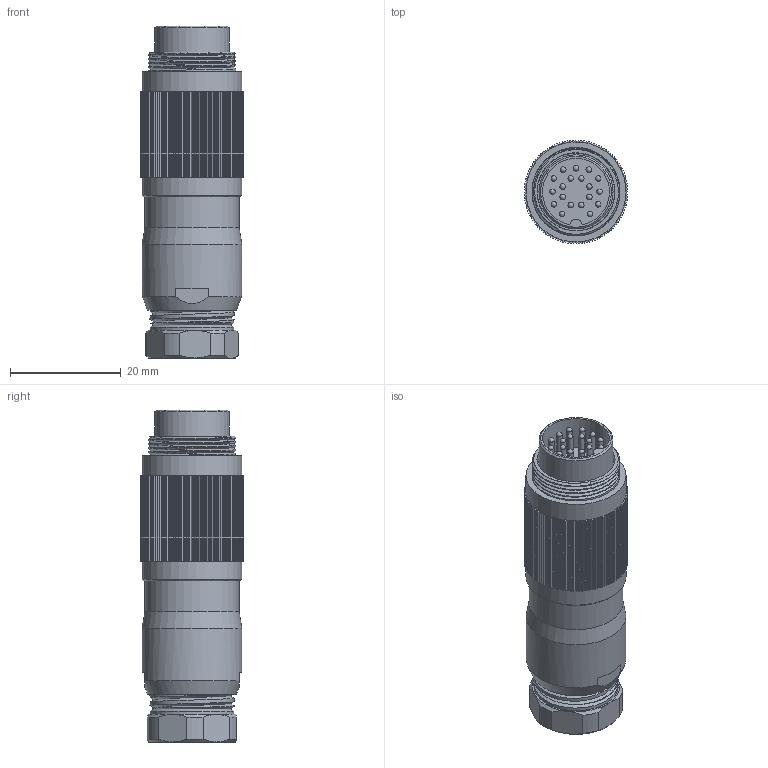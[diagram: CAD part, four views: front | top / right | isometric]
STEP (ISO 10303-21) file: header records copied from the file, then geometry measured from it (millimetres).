
FILE_DESCRIPTION (( 'STEP AP203' ), '1' );
FILE_NAME ('DWZ19218-0 9 L.STEP', '2024-08-27T05:13:50', ( '' ), ( '' ), 'SwSTEP 2.0', 'SolidWorks 2017', '' );
FILE_SCHEMA (( 'CONFIG_CONTROL_DESIGN' ));
Length unit declared in the file: millimetre
Products named in the file (1): DWZ19218-0 9 L
Bounding box: 18.7 x 18.7 x 60 mm (x, y, z)
Volume: 12013.5 mm3; surface area: 7117.6 mm2
Topology: 1 solids, 1 shells, 481 faces, 1406 edges, 921 vertices
Faces by surface type: plane 269, cylinder 166, cone 21, sphere 19, bspline 5, torus 1
Full cylindrical faces by diameter (mm): 1 x19, 10 x1, 13.4 x1, 14 x4, 14.1 x1, 15.2 x1, 16 x1, 16.5 x1, 17 x2, 17.1 x1, 18 x1, 18.1 x2
Entity records: 16477 total; most frequent: CARTESIAN_POINT 4235, ORIENTED_EDGE 2526, DIRECTION 2512, EDGE_CURVE 1263, LINE 866, VECTOR 866, VERTEX_POINT 860, AXIS2_PLACEMENT_3D 823
